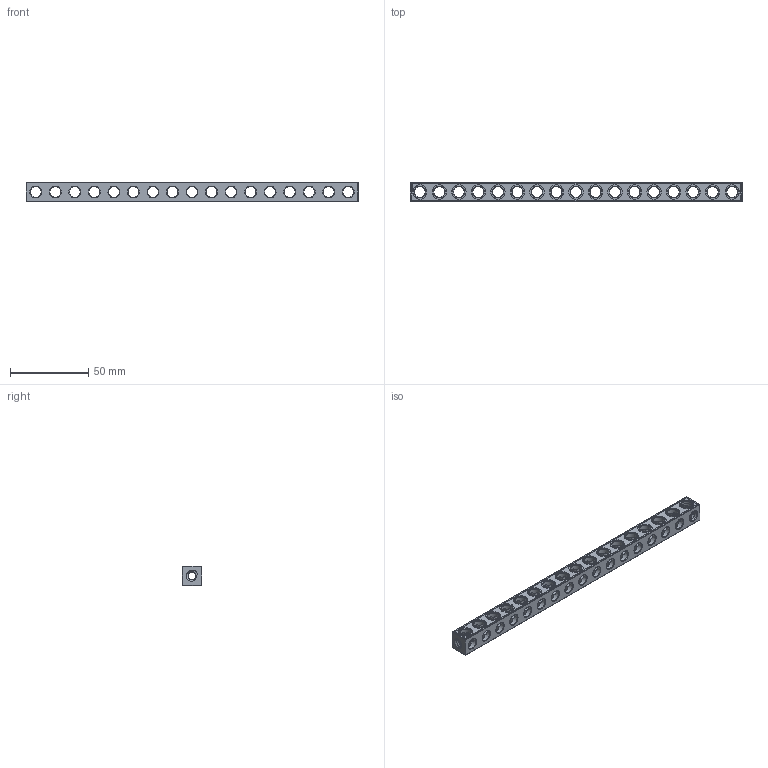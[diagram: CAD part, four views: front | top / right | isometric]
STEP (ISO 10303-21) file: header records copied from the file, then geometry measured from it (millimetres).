
FILE_DESCRIPTION(('FreeCAD Model'),'2;1');
FILE_NAME('Open CASCADE Shape Model','2021-07-01T22:48:34',( 'Paulo Kiefe'),('STEMFIE.org'),'Open CASCADE STEP processor 7.4', 'FreeCAD','Unknown');
FILE_SCHEMA(('AUTOMOTIVE_DESIGN { 1 0 10303 214 1 1 1 1 }'));
Products named in the file (1): Beam_STR_ESS_ERHRH_DE_BU17x01x01_-_SPN-BEM-0816_(stemfie.org)
Bounding box: 212.5 x 12.5 x 12.5 mm (x, y, z)
Volume: 16728.5 mm3; surface area: 15333.7 mm2
Topology: 1 solids, 1 shells, 742 faces, 2286 edges, 1530 vertices
Faces by surface type: plane 359, extrusion 174, cylinder 105, cone 68, bspline 36
Full cylindrical faces by diameter (mm): 7 x88, 9.2 x17
Entity records: 97327 total; most frequent: CARTESIAN_POINT 55235, DIRECTION 6563, ORIENTED_EDGE 4572, PCURVE 4572, DEFINITIONAL_REPRESENTATION 4572, VECTOR 4370, LINE 4196, EDGE_CURVE 2286
